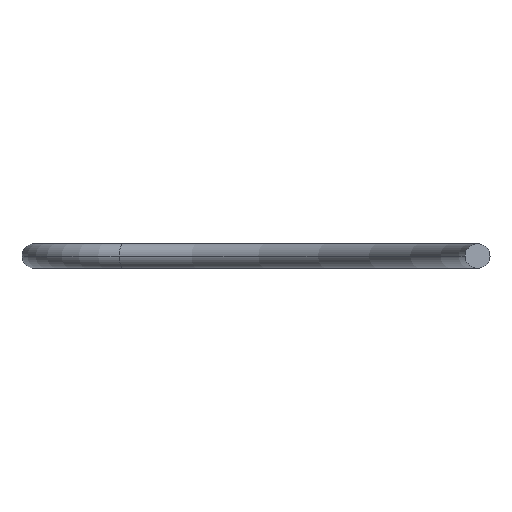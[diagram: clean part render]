
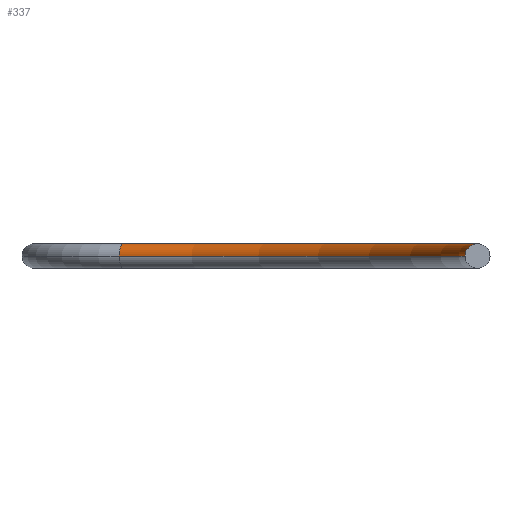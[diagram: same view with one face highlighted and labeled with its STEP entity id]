
A CAD part, left-side view. The second image highlights one B-rep face of the part: STEP entity #337.
In plain terms, the highlighted toroidal (fillet/blend) face has major radius 4000 mm and minor radius 100 mm.
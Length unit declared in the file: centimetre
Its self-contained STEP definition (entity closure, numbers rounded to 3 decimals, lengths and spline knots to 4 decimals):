
#3 = EDGE_LOOP ( 'NONE', ( #240, #372, #142, #297, #346 ) ) ;
#6 = DIRECTION ( 'NONE',  ( 0., 0., -1. ) ) ;
#7 = EDGE_CURVE ( 'NONE', #274, #121, #307, .T. ) ;
#17 = EDGE_CURVE ( 'NONE', #377, #274, #194, .T. ) ;
#28 = CARTESIAN_POINT ( 'NONE',  ( 400., 400., 0. ) ) ;
#30 = DIRECTION ( 'NONE',  ( 0., 0., 1. ) ) ;
#41 = DIRECTION ( 'NONE',  ( 1., 0., 0. ) ) ;
#48 = CARTESIAN_POINT ( 'NONE',  ( 400., 400., 0. ) ) ;
#52 = CARTESIAN_POINT ( 'NONE',  ( 400., 0., 10. ) ) ;
#54 = DIRECTION ( 'NONE',  ( 0., 0., -1. ) ) ;
#82 = FACE_OUTER_BOUND ( 'NONE', #3, .T. ) ;
#83 = CIRCLE ( 'NONE', #131, 10. ) ;
#121 = VERTEX_POINT ( 'NONE', #394 ) ;
#131 = AXIS2_PLACEMENT_3D ( 'NONE', #396, #326, #187 ) ;
#135 = AXIS2_PLACEMENT_3D ( 'NONE', #391, #217, #6 ) ;
#137 = AXIS2_PLACEMENT_3D ( 'NONE', #28, #262, #376 ) ;
#142 = ORIENTED_EDGE ( 'NONE', *, *, #7, .F. ) ;
#153 = EDGE_CURVE ( 'NONE', #335, #269, #83, .T. ) ;
#187 = DIRECTION ( 'NONE',  ( 0., 0., -1. ) ) ;
#194 = CIRCLE ( 'NONE', #450, 390. ) ;
#198 = DIRECTION ( 'NONE',  ( 1., 0., 0. ) ) ;
#217 = DIRECTION ( 'NONE',  ( 0.287, 0.958, 0. ) ) ;
#230 = CARTESIAN_POINT ( 'NONE',  ( 400., -10., 0. ) ) ;
#232 = CARTESIAN_POINT ( 'NONE',  ( 773.5601, 287.9606, 0. ) ) ;
#238 = EDGE_CURVE ( 'NONE', #377, #335, #344, .T. ) ;
#240 = ORIENTED_EDGE ( 'NONE', *, *, #153, .T. ) ;
#241 = AXIS2_PLACEMENT_3D ( 'NONE', #48, #260, #198 ) ;
#253 = CIRCLE ( 'NONE', #137, 410. ) ;
#260 = DIRECTION ( 'NONE',  ( 0., 0., 1. ) ) ;
#262 = DIRECTION ( 'NONE',  ( 0., 0., 1. ) ) ;
#266 = DIRECTION ( 'NONE',  ( 1., 0., 0. ) ) ;
#269 = VERTEX_POINT ( 'NONE', #230 ) ;
#274 = VERTEX_POINT ( 'NONE', #232 ) ;
#275 = CARTESIAN_POINT ( 'NONE',  ( 400., 400., 0. ) ) ;
#288 = CARTESIAN_POINT ( 'NONE',  ( 400., 0., 0. ) ) ;
#297 = ORIENTED_EDGE ( 'NONE', *, *, #17, .F. ) ;
#307 = CIRCLE ( 'NONE', #135, 10. ) ;
#326 = DIRECTION ( 'NONE',  ( 1., 0., 0. ) ) ;
#335 = VERTEX_POINT ( 'NONE', #52 ) ;
#337 = ADVANCED_FACE ( 'NONE', ( #82 ), #356, .T. ) ;
#344 = CIRCLE ( 'NONE', #426, 10. ) ;
#346 = ORIENTED_EDGE ( 'NONE', *, *, #238, .T. ) ;
#347 = EDGE_CURVE ( 'NONE', #269, #121, #253, .T. ) ;
#356 = TOROIDAL_SURFACE ( 'NONE', #241, 400., 10. ) ;
#371 = CARTESIAN_POINT ( 'NONE',  ( 400., 10., 0. ) ) ;
#372 = ORIENTED_EDGE ( 'NONE', *, *, #347, .T. ) ;
#376 = DIRECTION ( 'NONE',  ( 1., 0., 0. ) ) ;
#377 = VERTEX_POINT ( 'NONE', #371 ) ;
#391 = CARTESIAN_POINT ( 'NONE',  ( 783.1386, 285.0878, 0. ) ) ;
#394 = CARTESIAN_POINT ( 'NONE',  ( 792.7171, 282.215, 0. ) ) ;
#396 = CARTESIAN_POINT ( 'NONE',  ( 400., 0., 0. ) ) ;
#426 = AXIS2_PLACEMENT_3D ( 'NONE', #288, #266, #54 ) ;
#450 = AXIS2_PLACEMENT_3D ( 'NONE', #275, #30, #41 ) ;
